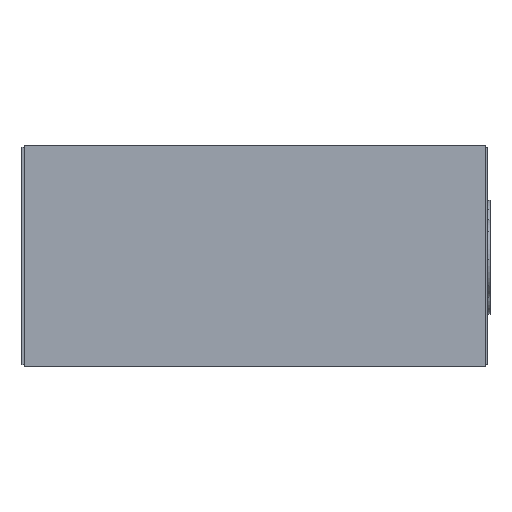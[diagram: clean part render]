
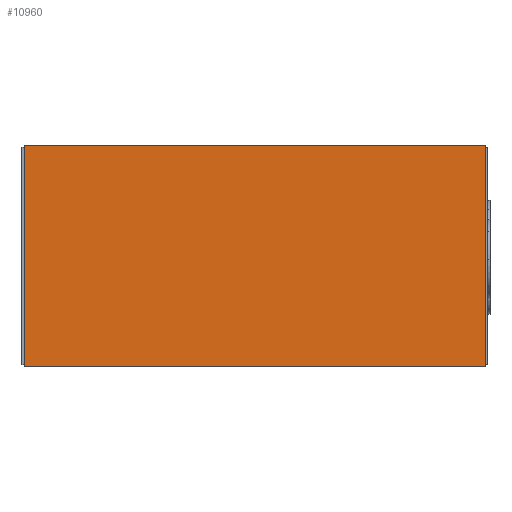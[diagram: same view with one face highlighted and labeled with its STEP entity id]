
A CAD part, left-side view. The second image highlights one B-rep face of the part: STEP entity #10960.
In plain terms, the highlighted planar face has unit normal (-1, 0, 0).
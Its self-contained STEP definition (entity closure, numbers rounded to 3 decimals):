
#9390 = PLANE('',#9391);
#9391 = AXIS2_PLACEMENT_3D('',#9392,#9393,#9394);
#9392 = CARTESIAN_POINT('',(-4.75,1.04,0.));
#9393 = DIRECTION('',(0.,1.,0.));
#9394 = DIRECTION('',(-1.,0.,0.));
#9446 = PLANE('',#9447);
#9447 = AXIS2_PLACEMENT_3D('',#9448,#9449,#9450);
#9448 = CARTESIAN_POINT('',(-4.75,-1.04,0.));
#9449 = DIRECTION('',(0.,-1.,0.));
#9450 = DIRECTION('',(1.,0.,0.));
#10711 = VERTEX_POINT('',#10712);
#10712 = CARTESIAN_POINT('',(-4.75,1.04,0.));
#10726 = PLANE('',#10727);
#10727 = AXIS2_PLACEMENT_3D('',#10728,#10729,#10730);
#10728 = CARTESIAN_POINT('',(0.,0.,0.));
#10729 = DIRECTION('',(0.,0.,1.));
#10730 = DIRECTION('',(1.,0.,-0.));
#10738 = EDGE_CURVE('',#10711,#10739,#10741,.T.);
#10739 = VERTEX_POINT('',#10740);
#10740 = CARTESIAN_POINT('',(-4.75,1.04,
    1.));
#10741 = SURFACE_CURVE('',#10742,(#10746,#10753),.PCURVE_S1.);
#10742 = LINE('',#10743,#10744);
#10743 = CARTESIAN_POINT('',(-4.75,1.04,0.));
#10744 = VECTOR('',#10745,1.);
#10745 = DIRECTION('',(0.,0.,1.));
#10746 = PCURVE('',#9390,#10747);
#10747 = DEFINITIONAL_REPRESENTATION('',(#10748),#10752);
#10748 = LINE('',#10749,#10750);
#10749 = CARTESIAN_POINT('',(0.,0.));
#10750 = VECTOR('',#10751,1.);
#10751 = DIRECTION('',(0.,1.));
#10752 = ( GEOMETRIC_REPRESENTATION_CONTEXT(2) 
PARAMETRIC_REPRESENTATION_CONTEXT() REPRESENTATION_CONTEXT('2D SPACE',''
  ) );
#10753 = PCURVE('',#10754,#10759);
#10754 = PLANE('',#10755);
#10755 = AXIS2_PLACEMENT_3D('',#10756,#10757,#10758);
#10756 = CARTESIAN_POINT('',(-4.75,1.04,0.));
#10757 = DIRECTION('',(-1.,0.,0.));
#10758 = DIRECTION('',(0.,0.,1.));
#10759 = DEFINITIONAL_REPRESENTATION('',(#10760),#10764);
#10760 = LINE('',#10761,#10762);
#10761 = CARTESIAN_POINT('',(0.,0.));
#10762 = VECTOR('',#10763,1.);
#10763 = DIRECTION('',(1.,0.));
#10764 = ( GEOMETRIC_REPRESENTATION_CONTEXT(2) 
PARAMETRIC_REPRESENTATION_CONTEXT() REPRESENTATION_CONTEXT('2D SPACE',''
  ) );
#10782 = PLANE('',#10783);
#10783 = AXIS2_PLACEMENT_3D('',#10784,#10785,#10786);
#10784 = CARTESIAN_POINT('',(0.,0.,1.));
#10785 = DIRECTION('',(0.,0.,1.));
#10786 = DIRECTION('',(1.,0.,-0.));
#10870 = VERTEX_POINT('',#10871);
#10871 = CARTESIAN_POINT('',(-4.75,-1.04,
    1.));
#10892 = EDGE_CURVE('',#10893,#10870,#10895,.T.);
#10893 = VERTEX_POINT('',#10894);
#10894 = CARTESIAN_POINT('',(-4.75,-1.04,0.));
#10895 = SURFACE_CURVE('',#10896,(#10900,#10907),.PCURVE_S1.);
#10896 = LINE('',#10897,#10898);
#10897 = CARTESIAN_POINT('',(-4.75,-1.04,0.));
#10898 = VECTOR('',#10899,1.);
#10899 = DIRECTION('',(0.,0.,1.));
#10900 = PCURVE('',#9446,#10901);
#10901 = DEFINITIONAL_REPRESENTATION('',(#10902),#10906);
#10902 = LINE('',#10903,#10904);
#10903 = CARTESIAN_POINT('',(0.,0.));
#10904 = VECTOR('',#10905,1.);
#10905 = DIRECTION('',(0.,1.));
#10906 = ( GEOMETRIC_REPRESENTATION_CONTEXT(2) 
PARAMETRIC_REPRESENTATION_CONTEXT() REPRESENTATION_CONTEXT('2D SPACE',''
  ) );
#10907 = PCURVE('',#10754,#10908);
#10908 = DEFINITIONAL_REPRESENTATION('',(#10909),#10913);
#10909 = LINE('',#10910,#10911);
#10910 = CARTESIAN_POINT('',(0.,-2.08));
#10911 = VECTOR('',#10912,1.);
#10912 = DIRECTION('',(1.,0.));
#10913 = ( GEOMETRIC_REPRESENTATION_CONTEXT(2) 
PARAMETRIC_REPRESENTATION_CONTEXT() REPRESENTATION_CONTEXT('2D SPACE',''
  ) );
#10960 = ADVANCED_FACE('',(#10961),#10754,.T.);
#10961 = FACE_BOUND('',#10962,.T.);
#10962 = EDGE_LOOP('',(#10963,#10964,#10985,#10986));
#10963 = ORIENTED_EDGE('',*,*,#10892,.T.);
#10964 = ORIENTED_EDGE('',*,*,#10965,.F.);
#10965 = EDGE_CURVE('',#10739,#10870,#10966,.T.);
#10966 = SURFACE_CURVE('',#10967,(#10971,#10978),.PCURVE_S1.);
#10967 = LINE('',#10968,#10969);
#10968 = CARTESIAN_POINT('',(-4.75,1.04,
    1.));
#10969 = VECTOR('',#10970,1.);
#10970 = DIRECTION('',(0.,-1.,0.));
#10971 = PCURVE('',#10754,#10972);
#10972 = DEFINITIONAL_REPRESENTATION('',(#10973),#10977);
#10973 = LINE('',#10974,#10975);
#10974 = CARTESIAN_POINT('',(1.,0.));
#10975 = VECTOR('',#10976,1.);
#10976 = DIRECTION('',(0.,-1.));
#10977 = ( GEOMETRIC_REPRESENTATION_CONTEXT(2) 
PARAMETRIC_REPRESENTATION_CONTEXT() REPRESENTATION_CONTEXT('2D SPACE',''
  ) );
#10978 = PCURVE('',#10782,#10979);
#10979 = DEFINITIONAL_REPRESENTATION('',(#10980),#10984);
#10980 = LINE('',#10981,#10982);
#10981 = CARTESIAN_POINT('',(-4.75,1.04));
#10982 = VECTOR('',#10983,1.);
#10983 = DIRECTION('',(0.,-1.));
#10984 = ( GEOMETRIC_REPRESENTATION_CONTEXT(2) 
PARAMETRIC_REPRESENTATION_CONTEXT() REPRESENTATION_CONTEXT('2D SPACE',''
  ) );
#10985 = ORIENTED_EDGE('',*,*,#10738,.F.);
#10986 = ORIENTED_EDGE('',*,*,#10987,.T.);
#10987 = EDGE_CURVE('',#10711,#10893,#10988,.T.);
#10988 = SURFACE_CURVE('',#10989,(#10993,#11000),.PCURVE_S1.);
#10989 = LINE('',#10990,#10991);
#10990 = CARTESIAN_POINT('',(-4.75,1.04,0.));
#10991 = VECTOR('',#10992,1.);
#10992 = DIRECTION('',(0.,-1.,0.));
#10993 = PCURVE('',#10754,#10994);
#10994 = DEFINITIONAL_REPRESENTATION('',(#10995),#10999);
#10995 = LINE('',#10996,#10997);
#10996 = CARTESIAN_POINT('',(0.,0.));
#10997 = VECTOR('',#10998,1.);
#10998 = DIRECTION('',(0.,-1.));
#10999 = ( GEOMETRIC_REPRESENTATION_CONTEXT(2) 
PARAMETRIC_REPRESENTATION_CONTEXT() REPRESENTATION_CONTEXT('2D SPACE',''
  ) );
#11000 = PCURVE('',#10726,#11001);
#11001 = DEFINITIONAL_REPRESENTATION('',(#11002),#11006);
#11002 = LINE('',#11003,#11004);
#11003 = CARTESIAN_POINT('',(-4.75,1.04));
#11004 = VECTOR('',#11005,1.);
#11005 = DIRECTION('',(0.,-1.));
#11006 = ( GEOMETRIC_REPRESENTATION_CONTEXT(2) 
PARAMETRIC_REPRESENTATION_CONTEXT() REPRESENTATION_CONTEXT('2D SPACE',''
  ) );
